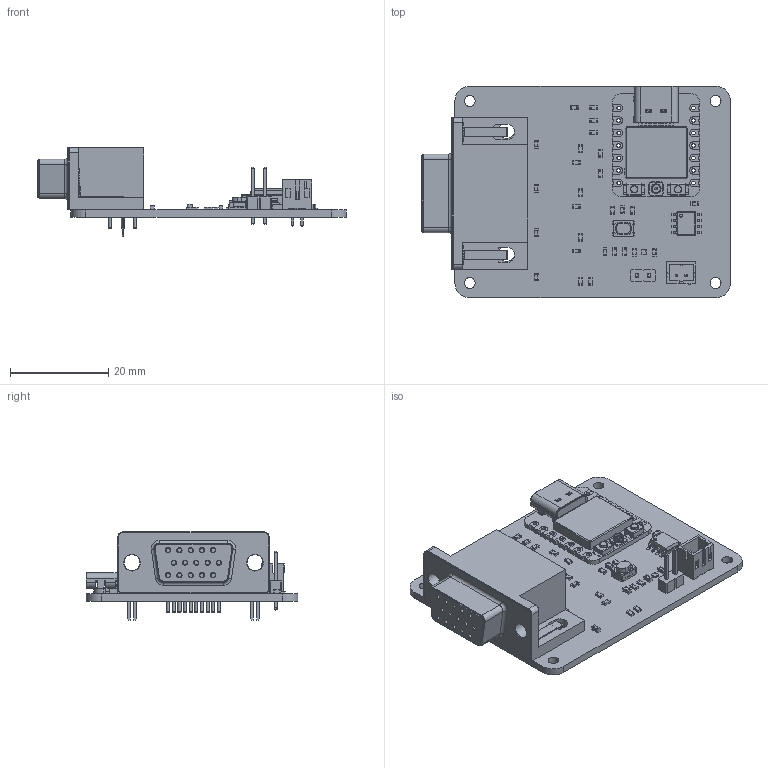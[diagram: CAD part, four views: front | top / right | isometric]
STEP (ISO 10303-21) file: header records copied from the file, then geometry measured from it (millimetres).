
FILE_DESCRIPTION(('KiCad electronic assembly'),'2;1');
FILE_NAME('payload-datalogger.step','2025-04-04T09:42:27',('Pcbnew'),( 'Kicad'),'Open CASCADE STEP processor 7.8','KiCad to STEP converter' ,'Unknown');
FILE_SCHEMA(('AUTOMOTIVE_DESIGN { 1 0 10303 214 1 1 1 1 }'));
Length unit declared in the file: millimetre
Products named in the file (45): payload-datalogger 1; C_0603_1608Metric; JST_PH_B2B-PH-K_1x02_P2.00mm_Vertical; R_0603_1608Metric; Seeed-Studio-XIAO-ESP32-C3; USB TYPE C PORT; USB TYPE C PORT (1); BOSS-EXTRUDE14_8_; BOSS-EXTRUDE7_4_; BOSS-EXTRUDE7_3_; BOSS-EXTRUDE14_4_; BOSS-EXTRUDE14_2_; BOSS-EXTRUDE14_11_; BOSS-EXTRUDE7_7_; BOSS-EXTRUDE14_9_; BOSS-EXTRUDE14_3_; BOSS-EXTRUDE14_7_; MIRROR2; BOSS-EXTRUDE14_5_; BOSS-EXTRUDE14_12_; BOSS-EXTRUDE7_8_; BOSS-EXTRUDE7_1_; BOSS-EXTRUDE14_10_; BOSS-EXTRUDE7_9_; BOSS-EXTRUDE14_6_; CHAMFER9; BOSS-EXTRUDE14_1_; BOSS-EXTRUDE7_6_; BOSS-EXTRUDE7_2_; CUT-EXTRUDE5; BOSS-EXTRUDE7_5_; U.FL Connector v1; Button (1); Shield; SOLID; OnSemi_XDFN4-1EP_1.0x1.0mm_EP0.52x0.52mm; PinHeader_1x02_P2.54mm_Vertical; LED_0603_1608Metric; PTS815SJM250SMTRLFS; PTS815SJM250SMTRLFS_PART1 ...
Assembly tree (69 placements, depth 5):
  payload-datalogger 1
    C_0603_1608Metric  x9
    JST_PH_B2B-PH-K_1x02_P2.00mm_Vertical
    R_0603_1608Metric  x17
    Seeed-Studio-XIAO-ESP32-C3
      USB TYPE C PORT
        USB TYPE C PORT (1)
          BOSS-EXTRUDE14_8_
          BOSS-EXTRUDE7_4_
          BOSS-EXTRUDE7_3_
          BOSS-EXTRUDE14_4_
          BOSS-EXTRUDE14_2_
          BOSS-EXTRUDE14_11_
          BOSS-EXTRUDE7_7_
          BOSS-EXTRUDE14_9_
          BOSS-EXTRUDE14_3_
          BOSS-EXTRUDE14_7_
          MIRROR2
          BOSS-EXTRUDE14_5_
          BOSS-EXTRUDE14_12_
          BOSS-EXTRUDE7_8_
          BOSS-EXTRUDE7_1_
          BOSS-EXTRUDE14_10_
          BOSS-EXTRUDE7_9_
          BOSS-EXTRUDE14_6_
          CHAMFER9
          BOSS-EXTRUDE14_1_
          BOSS-EXTRUDE7_6_
          BOSS-EXTRUDE7_2_
          CUT-EXTRUDE5
          BOSS-EXTRUDE7_5_
      U.FL Connector v1
      Button (1)  x2
      Shield
      SOLID
    OnSemi_XDFN4-1EP_1.0x1.0mm_EP0.52x0.52mm
    PinHeader_1x02_P2.54mm_Vertical
    LED_0603_1608Metric
    PTS815SJM250SMTRLFS
      PTS815SJM250SMTRLFS_PART1
      PTS815SJM250SMTRLFS_PART2
      PTS815SJM250SMTRLFS_PART3
    SOIC-8_3.9x4.9mm_P1.27mm
    DSUB-15-HD_Socket_Horizontal_P2.29x2.54mm_EdgePinOffset8.35mm_Housed_
MountingHolesOffset10.89mm
    payload-datalogger_PCB
Bounding box: 62.79 x 43 x 17.9 mm (x, y, z)
Volume: 9409.3 mm3; surface area: 10785.8 mm2
Topology: 64 solids, 72 shells, 2464 faces, 6490 edges, 4216 vertices
Faces by surface type: plane 1695, cylinder 649, torus 41, cone 34, bspline 34, sphere 7, revolution 4
Full cylindrical faces by diameter (mm): 0.2 x1, 0.5 x3, 0.6 x3, 0.64 x15, 0.7 x2, 0.75 x16, 0.853 x15, 0.889 x14, 0.9 x1, 1 x17, 1.5 x2, 1.524 x6, 1.65 x1, 1.9 x1, 2 x2, 2.2 x4, 3.2 x4, 4 x2
Entity records: 64123 total; most frequent: CARTESIAN_POINT 11009, ORIENTED_EDGE 9302, DIRECTION 8907, EDGE_CURVE 4769, LINE 3313, VECTOR 3313, VERTEX_POINT 3096, AXIS2_PLACEMENT_3D 2795
